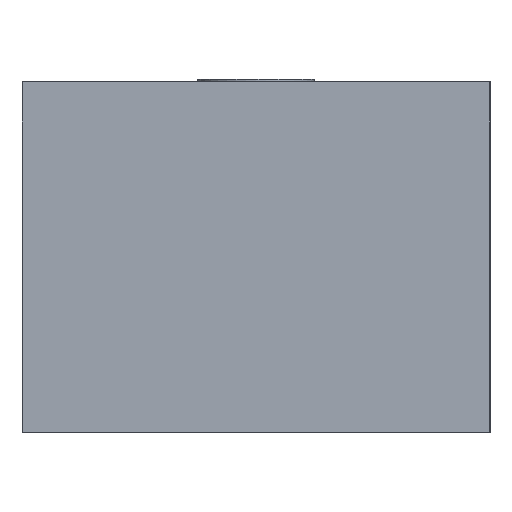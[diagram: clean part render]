
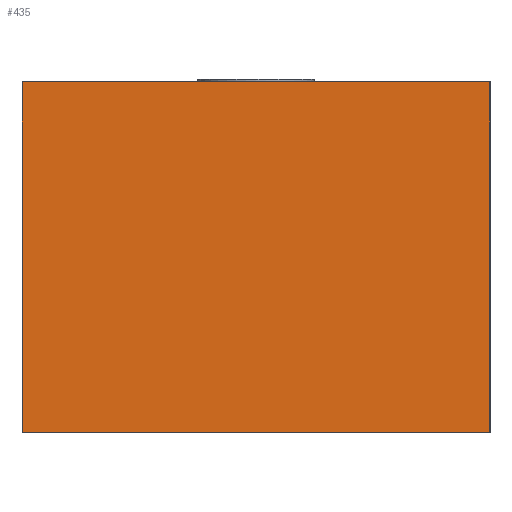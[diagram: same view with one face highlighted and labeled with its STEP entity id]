
A CAD part, left-side view. The second image highlights one B-rep face of the part: STEP entity #435.
In plain terms, the highlighted planar face has unit normal (-1, 0, 0).
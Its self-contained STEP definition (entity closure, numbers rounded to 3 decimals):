
#156=ORIENTED_EDGE('',*,*,#167,.F.);
#157=ORIENTED_EDGE('',*,*,#170,.F.);
#158=ORIENTED_EDGE('',*,*,#173,.T.);
#159=ORIENTED_EDGE('',*,*,#163,.T.);
#163=EDGE_CURVE('',#201,#202,#227,.F.);
#167=EDGE_CURVE('',#205,#202,#228,.T.);
#170=EDGE_CURVE('',#207,#205,#229,.T.);
#173=EDGE_CURVE('',#207,#201,#230,.F.);
#201=VERTEX_POINT('',#543);
#202=VERTEX_POINT('',#544);
#205=VERTEX_POINT('',#555);
#207=VERTEX_POINT('',#564);
#227=B_SPLINE_CURVE_WITH_KNOTS('',3,(#539,#540,#541,#542),.UNSPECIFIED.,
 .F.,.F.,(4,4),(0.,1.),.UNSPECIFIED.);
#228=B_SPLINE_CURVE_WITH_KNOTS('',3,(#551,#552,#553,#554),.UNSPECIFIED.,
 .F.,.F.,(4,4),(0.,1.),.UNSPECIFIED.);
#229=B_SPLINE_CURVE_WITH_KNOTS('',3,(#560,#561,#562,#563),.UNSPECIFIED.,
 .F.,.F.,(4,4),(0.,1.),.UNSPECIFIED.);
#230=B_SPLINE_CURVE_WITH_KNOTS('',3,(#569,#570,#571,#572),.UNSPECIFIED.,
 .F.,.F.,(4,4),(0.,1.),.UNSPECIFIED.);
#249=EDGE_LOOP('',(#156,#157,#158,#159));
#271=FACE_BOUND('',#249,.T.);
#290=PLANE('',#459);
#435=ADVANCED_FACE('',(#271),#290,.T.);
#459=AXIS2_PLACEMENT_3D('',#627,#529,#530);
#529=DIRECTION('',(-1.,0.,0.));
#530=DIRECTION('',(0.,0.,1.));
#539=CARTESIAN_POINT('',(-1.6,0.801,-0.001));
#540=CARTESIAN_POINT('',(-1.6,0.801,0.4));
#541=CARTESIAN_POINT('',(-1.6,0.801,0.801));
#542=CARTESIAN_POINT('',(-1.6,0.801,1.201));
#543=CARTESIAN_POINT('',(-1.6,0.8,1.201));
#544=CARTESIAN_POINT('',(-1.6,0.8,0.));
#551=CARTESIAN_POINT('',(-1.6,-0.801,-0.001));
#552=CARTESIAN_POINT('',(-1.6,-0.267,-0.001));
#553=CARTESIAN_POINT('',(-1.6,0.267,-0.001));
#554=CARTESIAN_POINT('',(-1.6,0.801,-0.001));
#555=CARTESIAN_POINT('',(-1.6,-0.801,0.));
#560=CARTESIAN_POINT('',(-1.6,-0.801,1.201));
#561=CARTESIAN_POINT('',(-1.6,-0.801,0.801));
#562=CARTESIAN_POINT('',(-1.6,-0.801,0.4));
#563=CARTESIAN_POINT('',(-1.6,-0.801,-0.001));
#564=CARTESIAN_POINT('',(-1.6,-0.801,1.201));
#569=CARTESIAN_POINT('',(-1.6,0.801,1.201));
#570=CARTESIAN_POINT('',(-1.6,0.267,1.201));
#571=CARTESIAN_POINT('',(-1.6,-0.267,1.201));
#572=CARTESIAN_POINT('',(-1.6,-0.801,1.201));
#627=CARTESIAN_POINT('',(-1.6,-0.8,1.2));
